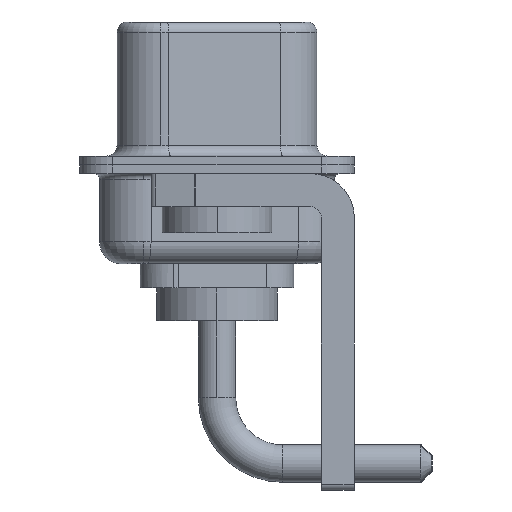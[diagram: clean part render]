
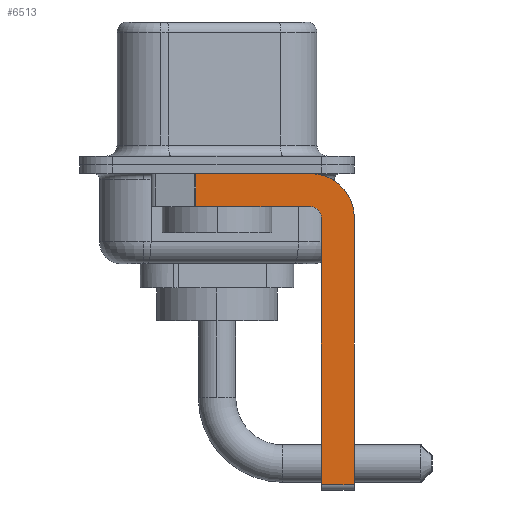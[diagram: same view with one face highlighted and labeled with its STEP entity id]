
A CAD part, left-side view. The second image highlights one B-rep face of the part: STEP entity #6513.
In plain terms, the highlighted planar face has unit normal (-1, 0, 0).
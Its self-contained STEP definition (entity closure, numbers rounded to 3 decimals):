
#152 = EDGE_CURVE ( 'NONE', #10622, #188, #9208, .T. ) ;
#188 = VERTEX_POINT ( 'NONE', #6190 ) ;
#328 = CARTESIAN_POINT ( 'NONE',  ( -2.9, 3., -0.4 ) ) ;
#763 = AXIS2_PLACEMENT_3D ( 'NONE', #9766, #4942, #14317 ) ;
#1033 = EDGE_CURVE ( 'NONE', #2147, #9119, #11677, .T. ) ;
#1044 = ORIENTED_EDGE ( 'NONE', *, *, #152, .F. ) ;
#1096 = LINE ( 'NONE', #12956, #4829 ) ;
#1453 = CARTESIAN_POINT ( 'NONE',  ( -2.9, -4.75, -14.55 ) ) ;
#1586 = CARTESIAN_POINT ( 'NONE',  ( -2.9, -4.25, -2.4 ) ) ;
#1781 = ORIENTED_EDGE ( 'NONE', *, *, #6182, .F. ) ;
#1790 = EDGE_CURVE ( 'NONE', #2504, #12870, #13006, .T. ) ;
#2147 = VERTEX_POINT ( 'NONE', #7776 ) ;
#2351 = VECTOR ( 'NONE', #5055, 1000. ) ;
#2504 = VERTEX_POINT ( 'NONE', #1453 ) ;
#2996 = DIRECTION ( 'NONE',  ( 0., 0., -1. ) ) ;
#3119 = DIRECTION ( 'NONE',  ( 1., 0., 0. ) ) ;
#3193 = ORIENTED_EDGE ( 'NONE', *, *, #12085, .T. ) ;
#3294 = ORIENTED_EDGE ( 'NONE', *, *, #9600, .F. ) ;
#3552 = CARTESIAN_POINT ( 'NONE',  ( -2.9, -4.25, -14.55 ) ) ;
#4116 = LINE ( 'NONE', #328, #2351 ) ;
#4160 = LINE ( 'NONE', #8901, #5616 ) ;
#4483 = ORIENTED_EDGE ( 'NONE', *, *, #1790, .T. ) ;
#4829 = VECTOR ( 'NONE', #4969, 1000. ) ;
#4942 = DIRECTION ( 'NONE',  ( -1., 0., 0. ) ) ;
#4969 = DIRECTION ( 'NONE',  ( 0., 0., -1. ) ) ;
#5055 = DIRECTION ( 'NONE',  ( 0., -1., 0. ) ) ;
#5208 = DIRECTION ( 'NONE',  ( 0., 0., -1. ) ) ;
#5255 = AXIS2_PLACEMENT_3D ( 'NONE', #9948, #3119, #5208 ) ;
#5406 = LINE ( 'NONE', #13612, #7226 ) ;
#5616 = VECTOR ( 'NONE', #2996, 1000. ) ;
#5944 = CARTESIAN_POINT ( 'NONE',  ( -2.9, -4.75, -14.8 ) ) ;
#6182 = EDGE_CURVE ( 'NONE', #188, #14498, #5406, .T. ) ;
#6190 = CARTESIAN_POINT ( 'NONE',  ( -2.9, -4.25, -1.9 ) ) ;
#6202 = AXIS2_PLACEMENT_3D ( 'NONE', #1586, #14599, #9661 ) ;
#6513 = ADVANCED_FACE ( 'NONE', ( #13294 ), #12213, .F. ) ;
#6951 = ORIENTED_EDGE ( 'NONE', *, *, #1033, .F. ) ;
#7226 = VECTOR ( 'NONE', #15073, 1000. ) ;
#7724 = EDGE_CURVE ( 'NONE', #2504, #10622, #9437, .T. ) ;
#7776 = CARTESIAN_POINT ( 'NONE',  ( -2.9, -4.25, -0.4 ) ) ;
#8061 = VECTOR ( 'NONE', #10665, 1000. ) ;
#8166 = CARTESIAN_POINT ( 'NONE',  ( -2.9, -4.75, -2.4 ) ) ;
#8292 = DIRECTION ( 'NONE',  ( 0., -1., 0. ) ) ;
#8901 = CARTESIAN_POINT ( 'NONE',  ( -2.9, 0.978, -1.9 ) ) ;
#9119 = VERTEX_POINT ( 'NONE', #12033 ) ;
#9208 = CIRCLE ( 'NONE', #763, 0.5 ) ;
#9353 = EDGE_CURVE ( 'NONE', #9119, #12870, #1096, .T. ) ;
#9437 = LINE ( 'NONE', #5944, #8061 ) ;
#9508 = VERTEX_POINT ( 'NONE', #10089 ) ;
#9600 = EDGE_CURVE ( 'NONE', #9508, #2147, #4116, .T. ) ;
#9661 = DIRECTION ( 'NONE',  ( 0., 0., -1. ) ) ;
#9766 = CARTESIAN_POINT ( 'NONE',  ( -2.9, -4.25, -2.4 ) ) ;
#9948 = CARTESIAN_POINT ( 'NONE',  ( -2.9, -4.25, -2.4 ) ) ;
#10089 = CARTESIAN_POINT ( 'NONE',  ( -2.9, 0.978, -0.4 ) ) ;
#10622 = VERTEX_POINT ( 'NONE', #8166 ) ;
#10665 = DIRECTION ( 'NONE',  ( 0., 0., 1. ) ) ;
#11458 = VECTOR ( 'NONE', #8292, 1000. ) ;
#11677 = CIRCLE ( 'NONE', #5255, 2. ) ;
#12033 = CARTESIAN_POINT ( 'NONE',  ( -2.9, -6.25, -2.4 ) ) ;
#12085 = EDGE_CURVE ( 'NONE', #9508, #14498, #4160, .T. ) ;
#12213 = PLANE ( 'NONE',  #6202 ) ;
#12392 = CARTESIAN_POINT ( 'NONE',  ( -2.9, -6.25, -14.55 ) ) ;
#12853 = ORIENTED_EDGE ( 'NONE', *, *, #9353, .F. ) ;
#12870 = VERTEX_POINT ( 'NONE', #12392 ) ;
#12956 = CARTESIAN_POINT ( 'NONE',  ( -2.9, -6.25, -2.4 ) ) ;
#13006 = LINE ( 'NONE', #3552, #11458 ) ;
#13294 = FACE_OUTER_BOUND ( 'NONE', #13908, .T. ) ;
#13296 = CARTESIAN_POINT ( 'NONE',  ( -2.9, 0.978, -1.9 ) ) ;
#13612 = CARTESIAN_POINT ( 'NONE',  ( -2.9, -4.25, -1.9 ) ) ;
#13908 = EDGE_LOOP ( 'NONE', ( #3294, #3193, #1781, #1044, #15173, #4483, #12853, #6951 ) ) ;
#14317 = DIRECTION ( 'NONE',  ( 0., 0., 1. ) ) ;
#14498 = VERTEX_POINT ( 'NONE', #13296 ) ;
#14599 = DIRECTION ( 'NONE',  ( 1., 0., 0. ) ) ;
#15073 = DIRECTION ( 'NONE',  ( 0., 1., 0. ) ) ;
#15173 = ORIENTED_EDGE ( 'NONE', *, *, #7724, .F. ) ;
